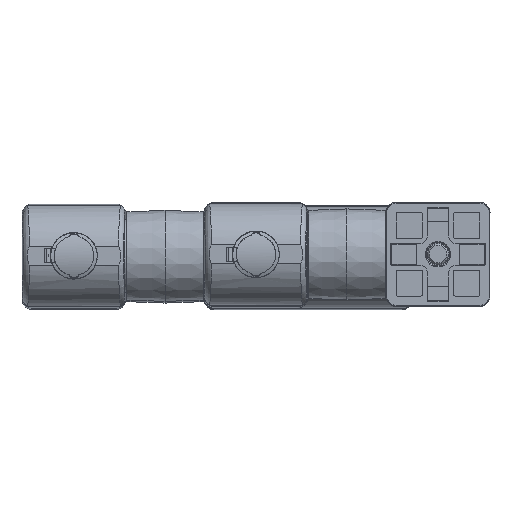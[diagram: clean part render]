
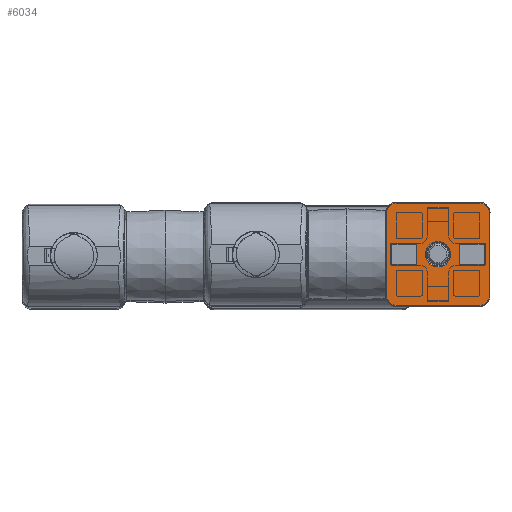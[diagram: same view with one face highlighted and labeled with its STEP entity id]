
A CAD part, top view. The second image highlights one B-rep face of the part: STEP entity #6034.
In plain terms, the highlighted face is planar.
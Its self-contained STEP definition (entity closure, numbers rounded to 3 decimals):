
#6034=ADVANCED_FACE('',(#7101,#7102,#7103,#7104),#7105,.F.);
#7101=FACE_OUTER_BOUND('',#8874,.T.);
#7102=FACE_BOUND('',#8875,.T.);
#7103=FACE_BOUND('',#8876,.T.);
#7104=FACE_BOUND('',#8877,.T.);
#7105=PLANE('',#8878);
#8874=EDGE_LOOP('',(#11147,#11148,#11149,#11150,#11151,#11152,#11153,#11154));
#8875=EDGE_LOOP('',(#11155,#11156,#11157,#11158));
#8876=EDGE_LOOP('',(#11159,#11160,#11161,#11162));
#8877=EDGE_LOOP('',(#11163));
#8878=AXIS2_PLACEMENT_3D('',#11164,#11165,#11166);
#11147=ORIENTED_EDGE('',*,*,#17511,.T.);
#11148=ORIENTED_EDGE('',*,*,#17572,.T.);
#11149=ORIENTED_EDGE('',*,*,#17523,.T.);
#11150=ORIENTED_EDGE('',*,*,#17584,.T.);
#11151=ORIENTED_EDGE('',*,*,#17489,.T.);
#11152=ORIENTED_EDGE('',*,*,#17551,.T.);
#11153=ORIENTED_EDGE('',*,*,#17585,.T.);
#11154=ORIENTED_EDGE('',*,*,#17573,.T.);
#11155=ORIENTED_EDGE('',*,*,#17586,.F.);
#11156=ORIENTED_EDGE('',*,*,#17436,.T.);
#11157=ORIENTED_EDGE('',*,*,#17531,.T.);
#11158=ORIENTED_EDGE('',*,*,#17527,.T.);
#11159=ORIENTED_EDGE('',*,*,#17587,.T.);
#11160=ORIENTED_EDGE('',*,*,#17569,.F.);
#11161=ORIENTED_EDGE('',*,*,#17540,.F.);
#11162=ORIENTED_EDGE('',*,*,#17542,.F.);
#11163=ORIENTED_EDGE('',*,*,#17494,.T.);
#11164=CARTESIAN_POINT('',(0.0,-16.0,16.0));
#11165=DIRECTION('',(1.0,0.0,0.0));
#11166=DIRECTION('',(0.0,1.0,0.0));
#17436=EDGE_CURVE('',#19733,#19731,#19734,.T.);
#17489=EDGE_CURVE('',#19820,#19824,#19826,.T.);
#17494=EDGE_CURVE('',#19834,#19834,#19835,.T.);
#17511=EDGE_CURVE('',#19865,#19863,#19866,.T.);
#17523=EDGE_CURVE('',#19880,#19878,#19881,.T.);
#17527=EDGE_CURVE('',#19887,#19885,#19888,.T.);
#17531=EDGE_CURVE('',#19731,#19887,#19893,.T.);
#17540=EDGE_CURVE('',#19906,#19904,#19908,.T.);
#17542=EDGE_CURVE('',#19909,#19906,#19911,.T.);
#17551=EDGE_CURVE('',#19824,#19923,#19925,.T.);
#17569=EDGE_CURVE('',#19904,#19948,#19949,.T.);
#17572=EDGE_CURVE('',#19863,#19880,#19952,.T.);
#17573=EDGE_CURVE('',#19953,#19865,#19954,.T.);
#17584=EDGE_CURVE('',#19878,#19820,#19968,.T.);
#17585=EDGE_CURVE('',#19923,#19953,#19969,.T.);
#17586=EDGE_CURVE('',#19733,#19885,#19970,.T.);
#17587=EDGE_CURVE('',#19909,#19948,#19971,.T.);
#19731=VERTEX_POINT('',#23764);
#19733=VERTEX_POINT('',#23767);
#19734=LINE('',#23768,#23769);
#19820=VERTEX_POINT('',#23891);
#19824=VERTEX_POINT('',#23896);
#19826=LINE('',#23898,#23899);
#19834=VERTEX_POINT('',#23911);
#19835=CIRCLE('',#23912,4.801);
#19863=VERTEX_POINT('',#23953);
#19865=VERTEX_POINT('',#23955);
#19866=LINE('',#23956,#23957);
#19878=VERTEX_POINT('',#23976);
#19880=VERTEX_POINT('',#23978);
#19881=LINE('',#23979,#23980);
#19885=VERTEX_POINT('',#23985);
#19887=VERTEX_POINT('',#23988);
#19888=LINE('',#23989,#23990);
#19893=LINE('',#23998,#23999);
#19904=VERTEX_POINT('',#24013);
#19906=VERTEX_POINT('',#24016);
#19908=LINE('',#24019,#24020);
#19909=VERTEX_POINT('',#24021);
#19911=LINE('',#24024,#24025);
#19923=VERTEX_POINT('',#24041);
#19925=CIRCLE('',#24043,3.71);
#19948=VERTEX_POINT('',#24073);
#19949=LINE('',#24074,#24075);
#19952=CIRCLE('',#24080,3.71);
#19953=VERTEX_POINT('',#24081);
#19954=CIRCLE('',#24082,3.71);
#19968=CIRCLE('',#24104,3.71);
#19969=LINE('',#24105,#24106);
#19970=LINE('',#24107,#24108);
#19971=LINE('',#24109,#24110);
#23764=CARTESIAN_POINT('',(0.,-4.183,-8.227));
#23767=CARTESIAN_POINT('',(0.,4.183,-8.227));
#23768=CARTESIAN_POINT('',(0.0,5.0,-8.227));
#23769=VECTOR('',#31466,1.0);
#23891=CARTESIAN_POINT('',(0.0,16.0,-19.71));
#23896=CARTESIAN_POINT('',(0.0,-16.0,-19.71));
#23898=CARTESIAN_POINT('',(0.0,-16.0,-19.71));
#23899=VECTOR('',#31549,1.0);
#23911=CARTESIAN_POINT('',(0.0,0.0,-4.801));
#23912=AXIS2_PLACEMENT_3D('',#31554,#31555,#31556);
#23953=CARTESIAN_POINT('',(0.0,16.0,19.71));
#23955=CARTESIAN_POINT('',(0.0,-16.0,19.71));
#23956=CARTESIAN_POINT('',(0.0,-16.0,19.71));
#23957=VECTOR('',#31579,1.0);
#23976=CARTESIAN_POINT('',(0.0,19.71,-16.0));
#23978=CARTESIAN_POINT('',(0.0,19.71,16.0));
#23979=CARTESIAN_POINT('',(0.0,19.71,16.0));
#23980=VECTOR('',#31599,1.0);
#23985=CARTESIAN_POINT('',(0.0,4.183,-17.75));
#23988=CARTESIAN_POINT('',(0.0,-4.183,-17.75));
#23989=CARTESIAN_POINT('',(0.0,-4.183,-17.75));
#23990=VECTOR('',#31605,1.0);
#23998=CARTESIAN_POINT('',(0.0,-4.183,17.75));
#23999=VECTOR('',#31609,1.0);
#24013=CARTESIAN_POINT('',(0.,4.183,8.227));
#24016=CARTESIAN_POINT('',(0.0,4.183,17.75));
#24019=CARTESIAN_POINT('',(0.0,4.183,17.75));
#24020=VECTOR('',#31624,1.0);
#24021=CARTESIAN_POINT('',(0.0,-4.183,17.75));
#24024=CARTESIAN_POINT('',(0.0,-4.183,17.75));
#24025=VECTOR('',#31626,1.0);
#24041=CARTESIAN_POINT('',(0.0,-19.71,-16.0));
#24043=AXIS2_PLACEMENT_3D('',#31643,#31644,#31645);
#24073=CARTESIAN_POINT('',(0.,-4.183,8.227));
#24074=CARTESIAN_POINT('',(0.,5.0,8.227));
#24075=VECTOR('',#31683,1.0);
#24080=AXIS2_PLACEMENT_3D('',#31686,#31687,#31688);
#24081=CARTESIAN_POINT('',(0.0,-19.71,16.0));
#24082=AXIS2_PLACEMENT_3D('',#31689,#31690,#31691);
#24104=AXIS2_PLACEMENT_3D('',#31706,#31707,#31708);
#24105=CARTESIAN_POINT('',(0.0,-19.71,16.0));
#24106=VECTOR('',#31709,1.0);
#24107=CARTESIAN_POINT('',(0.0,4.183,17.75));
#24108=VECTOR('',#31710,1.0);
#24109=CARTESIAN_POINT('',(0.0,-4.183,17.75));
#24110=VECTOR('',#31711,1.0);
#31466=DIRECTION('',(0.0,-1.0,0.0));
#31549=DIRECTION('',(0.0,-1.0,0.0));
#31554=CARTESIAN_POINT('',(0.0,0.0,0.0));
#31555=DIRECTION('',(1.0,0.0,0.0));
#31556=DIRECTION('',(0.0,0.0,-1.0));
#31579=DIRECTION('',(0.0,1.0,0.0));
#31599=DIRECTION('',(0.0,0.0,-1.0));
#31605=DIRECTION('',(0.0,1.0,0.0));
#31609=DIRECTION('',(0.0,0.0,-1.0));
#31624=DIRECTION('',(0.0,0.0,-1.0));
#31626=DIRECTION('',(0.0,1.0,0.0));
#31643=CARTESIAN_POINT('',(0.0,-16.0,-16.0));
#31644=DIRECTION('',(-1.0,0.0,0.0));
#31645=DIRECTION('',(0.0,0.0,-1.0));
#31683=DIRECTION('',(0.0,-1.0,0.0));
#31686=CARTESIAN_POINT('',(0.0,16.0,16.0));
#31687=DIRECTION('',(-1.0,0.0,0.0));
#31688=DIRECTION('',(0.0,0.0,-1.0));
#31689=CARTESIAN_POINT('',(0.0,-16.0,16.0));
#31690=DIRECTION('',(-1.0,0.0,0.0));
#31691=DIRECTION('',(0.0,0.0,-1.0));
#31706=CARTESIAN_POINT('',(0.0,16.0,-16.0));
#31707=DIRECTION('',(-1.0,0.0,0.0));
#31708=DIRECTION('',(0.0,0.0,-1.0));
#31709=DIRECTION('',(0.0,0.0,1.0));
#31710=DIRECTION('',(0.0,0.0,-1.0));
#31711=DIRECTION('',(0.0,0.0,-1.0));
